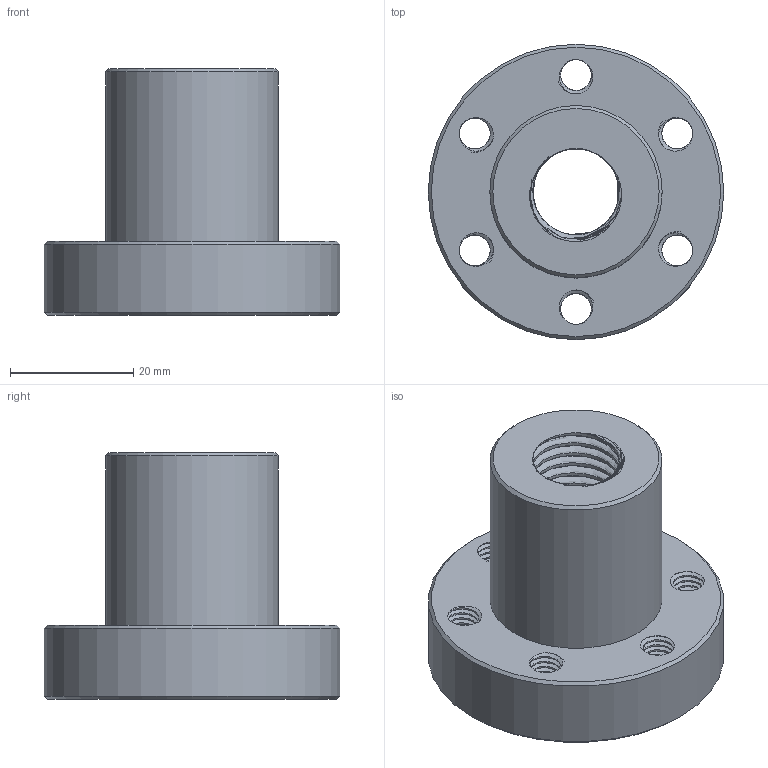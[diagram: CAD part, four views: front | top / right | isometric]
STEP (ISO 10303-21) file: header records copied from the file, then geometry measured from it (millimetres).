
FILE_DESCRIPTION(/* description */ (''),/* implementation_level */ '2;1');
FILE_NAME(/* name */ 'Ecrou a Bride - M16.step',/* time_stamp */ '2022-10-10T12:52:04+02:00',/* author */ (''),/* organization */ (''),/* preprocessor_version */ 'ST-DEVELOPER v19',/* originating_system */ 'Autodesk Translation Framework v11.7.0.108',/* authorisation */ '');
FILE_SCHEMA (('AUTOMOTIVE_DESIGN { 1 0 10303 214 3 1 1 }'));
Length unit declared in the file: millimetre
Products named in the file (1): Ecrou a Bride - M16
Bounding box: 48 x 48 x 40 mm (x, y, z)
Volume: 30179.5 mm3; surface area: 12295.7 mm2
Topology: 1 solids, 1 shells, 220 faces, 648 edges, 431 vertices
Faces by surface type: cylinder 200, bspline 14, cone 3, plane 3
Full cylindrical faces by diameter (mm): 5.035 x36, 6.147 x18, 14.023 x19, 16.25 x19, 28 x1, 48 x1
Entity records: 21783 total; most frequent: CARTESIAN_POINT 16709, ORIENTED_EDGE 1296, DIRECTION 673, EDGE_CURVE 648, VERTEX_POINT 431, B_SPLINE_CURVE_WITH_KNOTS 424, AXIS2_PLACEMENT_3D 242, EDGE_LOOP 235
